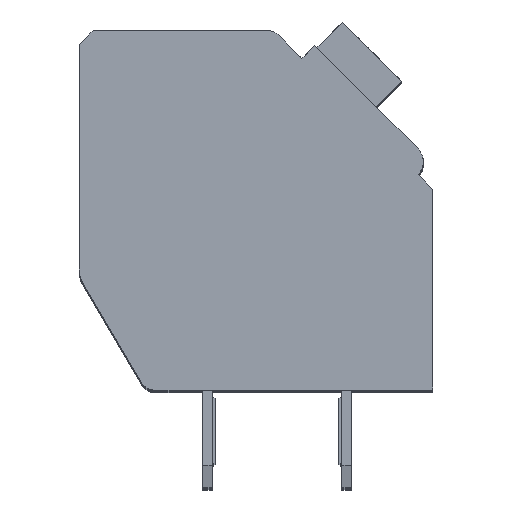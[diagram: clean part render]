
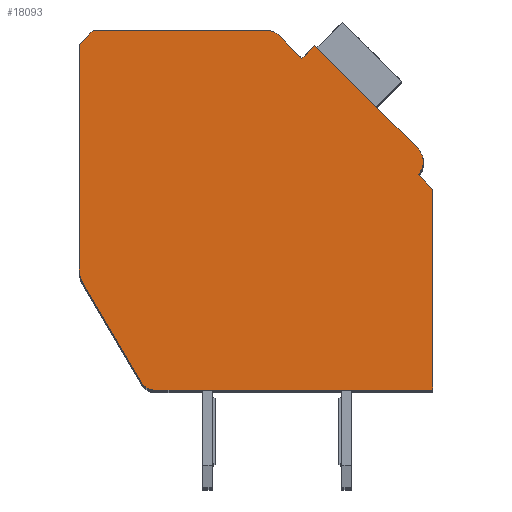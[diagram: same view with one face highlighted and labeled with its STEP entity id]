
A CAD part, top view. The second image highlights one B-rep face of the part: STEP entity #18093.
In plain terms, the highlighted planar face has unit normal (0, 0, 1).
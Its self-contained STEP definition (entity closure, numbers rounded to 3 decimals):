
#389=DIRECTION('',(0.,-1.,0.));
#390=VECTOR('',#389,8.053);
#391=CARTESIAN_POINT('',(-12.7,12.4,2.1));
#392=LINE('',#391,#390);
#393=DIRECTION('',(-0.707,-0.707,0.));
#394=VECTOR('',#393,0.707);
#395=CARTESIAN_POINT('',(-12.2,12.9,2.1));
#396=LINE('',#395,#394);
#397=DIRECTION('',(-1.,0.,0.));
#398=VECTOR('',#397,6.298);
#399=CARTESIAN_POINT('',(-5.902,12.9,2.1));
#400=LINE('',#399,#398);
#401=CARTESIAN_POINT('',(-5.902,12.4,2.1));
#402=DIRECTION('',(0.,0.,1.));
#403=DIRECTION('',(0.707,0.707,0.));
#404=AXIS2_PLACEMENT_3D('',#401,#402,#403);
#406=DIRECTION('',(-0.707,0.707,0.));
#407=VECTOR('',#406,1.197);
#408=CARTESIAN_POINT('',(-4.702,11.907,2.1));
#409=LINE('',#408,#407);
#410=DIRECTION('',(-0.707,-0.707,0.));
#411=VECTOR('',#410,0.65);
#412=CARTESIAN_POINT('',(-4.243,12.367,2.1));
#413=LINE('',#412,#411);
#414=DIRECTION('',(-0.707,0.707,0.));
#415=VECTOR('',#414,5.25);
#416=CARTESIAN_POINT('',(-0.53,8.655,2.1));
#417=LINE('',#416,#415);
#418=CARTESIAN_POINT('',(-0.99,8.195,2.1));
#419=DIRECTION('',(0.,0.,1.));
#420=DIRECTION('',(0.707,-0.707,0.));
#421=AXIS2_PLACEMENT_3D('',#418,#419,#420);
#423=DIRECTION('',(-0.707,0.707,0.));
#424=VECTOR('',#423,0.75);
#425=CARTESIAN_POINT('',(0.,7.205,2.1));
#426=LINE('',#425,#424);
#427=DIRECTION('',(0.,1.,0.));
#428=VECTOR('',#427,7.205);
#429=CARTESIAN_POINT('',(0.,0.,2.1));
#430=LINE('',#429,#428);
#431=DIRECTION('',(1.,0.,0.));
#432=VECTOR('',#431,10.014);
#433=CARTESIAN_POINT('',(-10.014,0.,2.1));
#434=LINE('',#433,#432);
#435=CARTESIAN_POINT('',(-10.014,0.5,2.1));
#436=DIRECTION('',(0.,0.,1.));
#437=DIRECTION('',(-0.862,-0.508,0.));
#438=AXIS2_PLACEMENT_3D('',#435,#436,#437);
#440=DIRECTION('',(0.508,-0.862,0.));
#441=VECTOR('',#440,4.17);
#442=CARTESIAN_POINT('',(-12.562,3.839,2.1));
#443=LINE('',#442,#441);
#444=CARTESIAN_POINT('',(-11.7,4.347,2.1));
#445=DIRECTION('',(0.,0.,1.));
#446=DIRECTION('',(-1.,0.,0.));
#447=AXIS2_PLACEMENT_3D('',#444,#445,#446);
#13559=CARTESIAN_POINT('',(-12.7,12.4,2.1));
#13560=CARTESIAN_POINT('',(-12.7,4.347,2.1));
#13561=VERTEX_POINT('',#13559);
#13562=VERTEX_POINT('',#13560);
#13563=CARTESIAN_POINT('',(-12.562,3.839,2.1));
#13564=VERTEX_POINT('',#13563);
#13565=CARTESIAN_POINT('',(-10.445,0.246,2.1));
#13566=VERTEX_POINT('',#13565);
#13567=CARTESIAN_POINT('',(-10.014,0.,2.1));
#13568=VERTEX_POINT('',#13567);
#13569=CARTESIAN_POINT('',(0.,0.,2.1));
#13570=VERTEX_POINT('',#13569);
#13571=CARTESIAN_POINT('',(0.,7.205,2.1));
#13572=VERTEX_POINT('',#13571);
#13573=CARTESIAN_POINT('',(-0.53,7.735,2.1));
#13574=VERTEX_POINT('',#13573);
#13575=CARTESIAN_POINT('',(-0.53,8.655,2.1));
#13576=VERTEX_POINT('',#13575);
#13577=CARTESIAN_POINT('',(-4.243,12.367,2.1));
#13578=VERTEX_POINT('',#13577);
#13579=CARTESIAN_POINT('',(-4.702,11.907,2.1));
#13580=VERTEX_POINT('',#13579);
#13581=CARTESIAN_POINT('',(-5.548,12.754,2.1));
#13582=VERTEX_POINT('',#13581);
#13583=CARTESIAN_POINT('',(-5.902,12.9,2.1));
#13584=VERTEX_POINT('',#13583);
#13585=CARTESIAN_POINT('',(-12.2,12.9,2.1));
#13586=VERTEX_POINT('',#13585);
#18060=CARTESIAN_POINT('',(0.,0.,2.1));
#18061=DIRECTION('',(0.,0.,1.));
#18062=DIRECTION('',(1.,0.,0.));
#18063=AXIS2_PLACEMENT_3D('',#18060,#18061,#18062);
#18064=PLANE('',#18063);
#18065=ORIENTED_EDGE('',*,*,#17701,.F.);
#18067=ORIENTED_EDGE('',*,*,#18066,.F.);
#18069=ORIENTED_EDGE('',*,*,#18068,.F.);
#18071=ORIENTED_EDGE('',*,*,#18070,.F.);
#18073=ORIENTED_EDGE('',*,*,#18072,.F.);
#18075=ORIENTED_EDGE('',*,*,#18074,.F.);
#18077=ORIENTED_EDGE('',*,*,#18076,.F.);
#18079=ORIENTED_EDGE('',*,*,#18078,.F.);
#18081=ORIENTED_EDGE('',*,*,#18080,.F.);
#18083=ORIENTED_EDGE('',*,*,#18082,.F.);
#18085=ORIENTED_EDGE('',*,*,#18084,.F.);
#18087=ORIENTED_EDGE('',*,*,#18086,.F.);
#18089=ORIENTED_EDGE('',*,*,#18088,.F.);
#18090=ORIENTED_EDGE('',*,*,#17843,.F.);
#18091=EDGE_LOOP('',(#18065,#18067,#18069,#18071,#18073,#18075,#18077,#18079,
#18081,#18083,#18085,#18087,#18089,#18090));
#18092=FACE_OUTER_BOUND('',#18091,.F.);
#405=CIRCLE('',#404,0.5);
#422=CIRCLE('',#421,0.65);
#439=CIRCLE('',#438,0.5);
#448=CIRCLE('',#447,1.);
#17701=EDGE_CURVE('',#13561,#13562,#392,.T.);
#17843=EDGE_CURVE('',#13562,#13564,#448,.T.);
#18066=EDGE_CURVE('',#13586,#13561,#396,.T.);
#18068=EDGE_CURVE('',#13584,#13586,#400,.T.);
#18070=EDGE_CURVE('',#13582,#13584,#405,.T.);
#18072=EDGE_CURVE('',#13580,#13582,#409,.T.);
#18074=EDGE_CURVE('',#13578,#13580,#413,.T.);
#18076=EDGE_CURVE('',#13576,#13578,#417,.T.);
#18078=EDGE_CURVE('',#13574,#13576,#422,.T.);
#18080=EDGE_CURVE('',#13572,#13574,#426,.T.);
#18082=EDGE_CURVE('',#13570,#13572,#430,.T.);
#18084=EDGE_CURVE('',#13568,#13570,#434,.T.);
#18086=EDGE_CURVE('',#13566,#13568,#439,.T.);
#18088=EDGE_CURVE('',#13564,#13566,#443,.T.);
#18093=ADVANCED_FACE('',(#18092),#18064,.T.);
